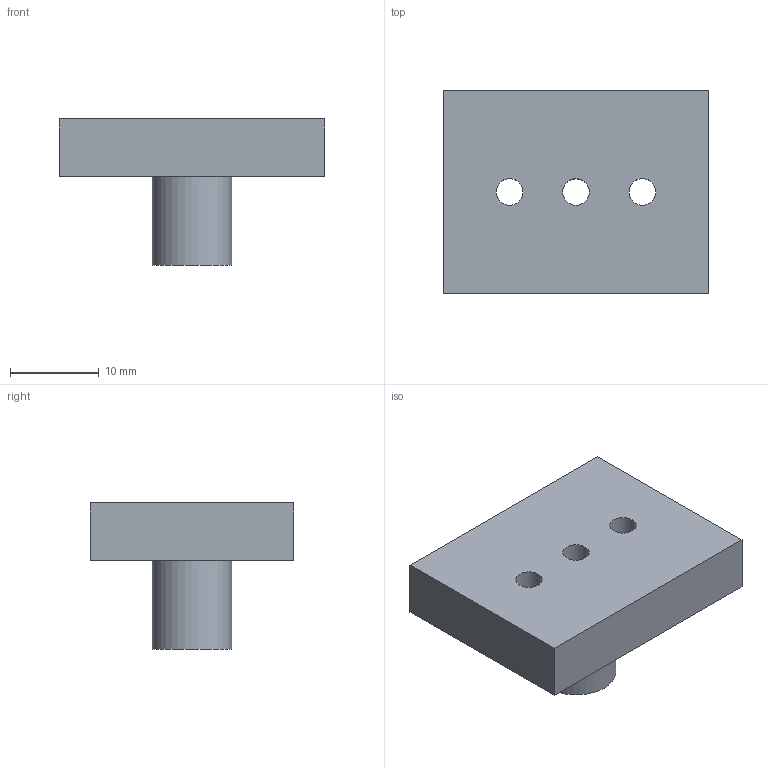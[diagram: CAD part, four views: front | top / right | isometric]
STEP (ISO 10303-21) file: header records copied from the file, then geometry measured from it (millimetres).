
FILE_DESCRIPTION(/* description */ (''),/* implementation_level */ '2;1');
FILE_NAME(/* name */ 'Claw Link.step',/* time_stamp */ '2025-09-14T20:55:19+08:00',/* author */ (''),/* organization */ (''),/* preprocessor_version */ 'ST-DEVELOPER v20.1',/* originating_system */ 'Autodesk Translation Framework v14.10.0.0',/* authorisation */ '');
FILE_SCHEMA (('AUTOMOTIVE_DESIGN { 1 0 10303 214 3 1 1 }'));
Length unit declared in the file: millimetre
Products named in the file (2): Hand; Claws
Assembly tree (1 placements, depth 2):
  Hand
    Claws
Bounding box: 30 x 23 x 16.5 mm (x, y, z)
Volume: 4802.5 mm3; surface area: 2639.2 mm2
Topology: 1 solids, 1 shells, 15 faces, 30 edges, 20 vertices
Faces by surface type: plane 9, cylinder 6
Full cylindrical faces by diameter (mm): 3 x3, 5.5 x2, 9 x1
Entity records: 471 total; most frequent: DIRECTION 78, CARTESIAN_POINT 68, ORIENTED_EDGE 60, EDGE_CURVE 30, AXIS2_PLACEMENT_3D 30, EDGE_LOOP 24, VERTEX_POINT 20, LINE 18
